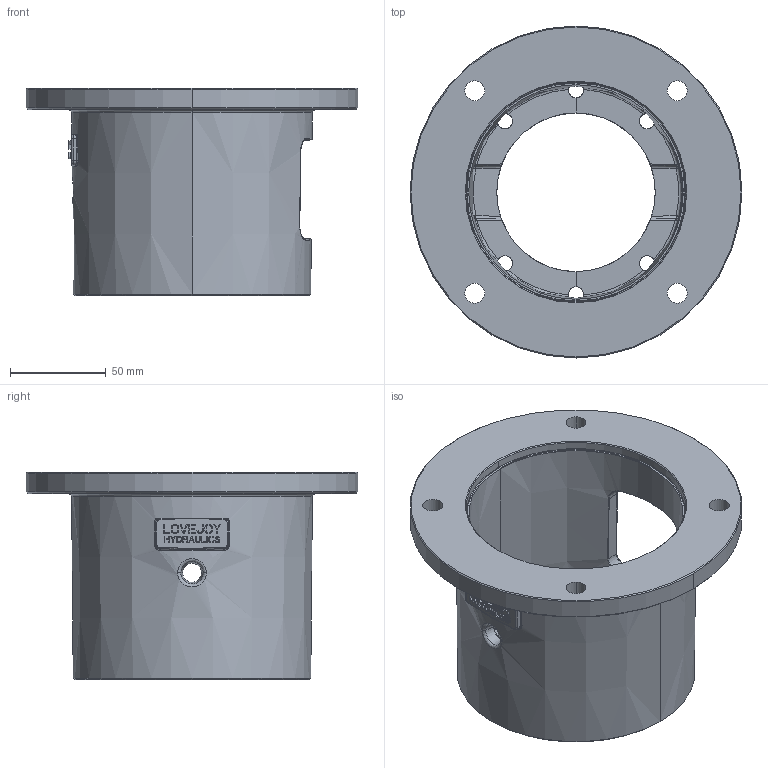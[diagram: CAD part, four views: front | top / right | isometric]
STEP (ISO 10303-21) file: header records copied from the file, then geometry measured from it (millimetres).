
FILE_DESCRIPTION((''),'2;1');
FILE_NAME('84527105128_ASM','2013-04-26T',('ppetruska'),(''),'PRO/ENGINEER BY PARAMETRIC TECHNOLOGY CORPORATION, 2012480','PRO/ENGINEER BY PARAMETRIC TECHNOLOGY CORPORATION, 2012480','');
FILE_SCHEMA(('CONFIG_CONTROL_DESIGN'));
Length unit declared in the file: inch
Products named in the file (3): 84527106011_AF3; 84527106016_AF2_ASM; 84527105128_ASM
Assembly tree (2 placements, depth 3):
  84527105128_ASM
    84527106016_AF2_ASM
      84527106011_AF3
Bounding box: 172.97 x 172.97 x 107.95 mm (x, y, z)
Volume: 442404.5 mm3; surface area: 114551.9 mm2
Topology: 1 solids, 1 shells, 544 faces, 1485 edges, 962 vertices
Faces by surface type: plane 402, bspline 51, cylinder 44, cone 28, torus 11, sphere 4, extrusion 4
Entity records: 20453 total; most frequent: CARTESIAN_POINT 6925, ORIENTED_EDGE 2970, DIRECTION 2481, EDGE_CURVE 1485, VECTOR 1191, LINE 1187, VERTEX_POINT 962, AXIS2_PLACEMENT_3D 645
